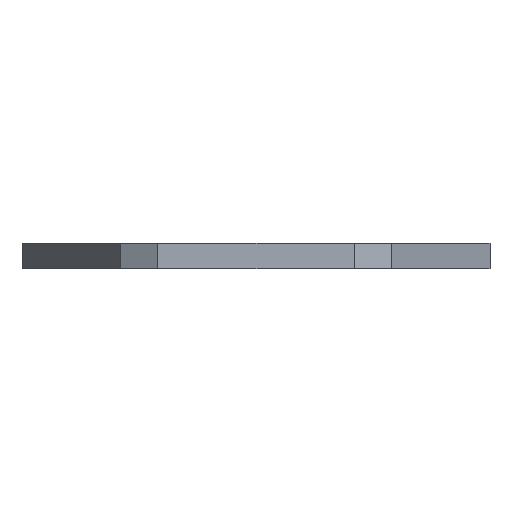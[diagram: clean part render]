
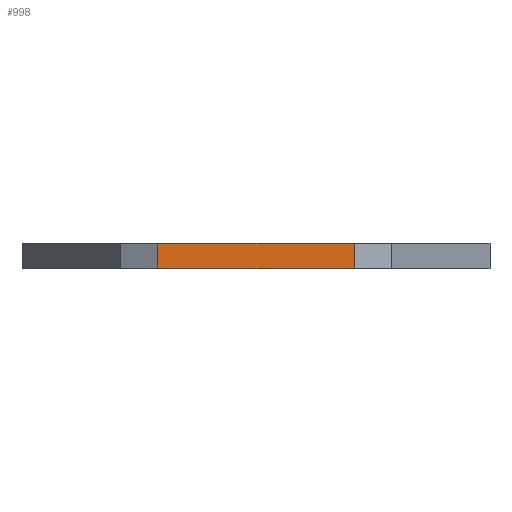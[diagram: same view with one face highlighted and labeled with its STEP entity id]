
A CAD part, left-side view. The second image highlights one B-rep face of the part: STEP entity #998.
In plain terms, the highlighted planar face has unit normal (-1, 0, 0).
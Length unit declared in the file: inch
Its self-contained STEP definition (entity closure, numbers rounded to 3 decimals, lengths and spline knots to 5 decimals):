
#24 = VERTEX_POINT ( 'NONE', #1398 ) ;
#118 = CARTESIAN_POINT ( 'NONE',  ( -1.0625, 0.48843, 0.125 ) ) ;
#146 = LINE ( 'NONE', #118, #1413 ) ;
#200 = VECTOR ( 'NONE', #317, 39.37008 ) ;
#228 = LINE ( 'NONE', #254, #1455 ) ;
#254 = CARTESIAN_POINT ( 'NONE',  ( -1.0625, 0.48843, 0.125 ) ) ;
#279 = PLANE ( 'NONE',  #283 ) ;
#283 = AXIS2_PLACEMENT_3D ( 'NONE', #997, #1133, #391 ) ;
#317 = DIRECTION ( 'NONE',  ( 0., -1., 0. ) ) ;
#326 = DIRECTION ( 'NONE',  ( 0., 0., -1. ) ) ;
#338 = EDGE_CURVE ( 'NONE', #542, #976, #1513, .T. ) ;
#391 = DIRECTION ( 'NONE',  ( 0., 1., 0. ) ) ;
#437 = EDGE_CURVE ( 'NONE', #455, #976, #724, .T. ) ;
#455 = VERTEX_POINT ( 'NONE', #498 ) ;
#498 = CARTESIAN_POINT ( 'NONE',  ( -1.0625, -0.48843, 0.125 ) ) ;
#510 = EDGE_LOOP ( 'NONE', ( #655, #1408, #1283, #792 ) ) ;
#542 = VERTEX_POINT ( 'NONE', #849 ) ;
#655 = ORIENTED_EDGE ( 'NONE', *, *, #338, .T. ) ;
#667 = EDGE_CURVE ( 'NONE', #24, #455, #146, .T. ) ;
#687 = VECTOR ( 'NONE', #326, 39.37008 ) ;
#724 = LINE ( 'NONE', #1435, #687 ) ;
#756 = FACE_OUTER_BOUND ( 'NONE', #510, .T. ) ;
#792 = ORIENTED_EDGE ( 'NONE', *, *, #876, .T. ) ;
#849 = CARTESIAN_POINT ( 'NONE',  ( -1.0625, 0.48843, 0. ) ) ;
#876 = EDGE_CURVE ( 'NONE', #24, #542, #228, .T. ) ;
#924 = CARTESIAN_POINT ( 'NONE',  ( -1.0625, 0.48843, 0. ) ) ;
#956 = DIRECTION ( 'NONE',  ( 0., -1., 0. ) ) ;
#976 = VERTEX_POINT ( 'NONE', #1495 ) ;
#997 = CARTESIAN_POINT ( 'NONE',  ( -1.0625, 0.48843, 0.125 ) ) ;
#998 = ADVANCED_FACE ( 'NONE', ( #756 ), #279, .F. ) ;
#1133 = DIRECTION ( 'NONE',  ( 1., 0., 0. ) ) ;
#1231 = DIRECTION ( 'NONE',  ( 0., 0., -1. ) ) ;
#1283 = ORIENTED_EDGE ( 'NONE', *, *, #667, .F. ) ;
#1398 = CARTESIAN_POINT ( 'NONE',  ( -1.0625, 0.48843, 0.125 ) ) ;
#1408 = ORIENTED_EDGE ( 'NONE', *, *, #437, .F. ) ;
#1413 = VECTOR ( 'NONE', #956, 39.37008 ) ;
#1435 = CARTESIAN_POINT ( 'NONE',  ( -1.0625, -0.48843, 0.125 ) ) ;
#1455 = VECTOR ( 'NONE', #1231, 39.37008 ) ;
#1495 = CARTESIAN_POINT ( 'NONE',  ( -1.0625, -0.48843, 0. ) ) ;
#1513 = LINE ( 'NONE', #924, #200 ) ;
